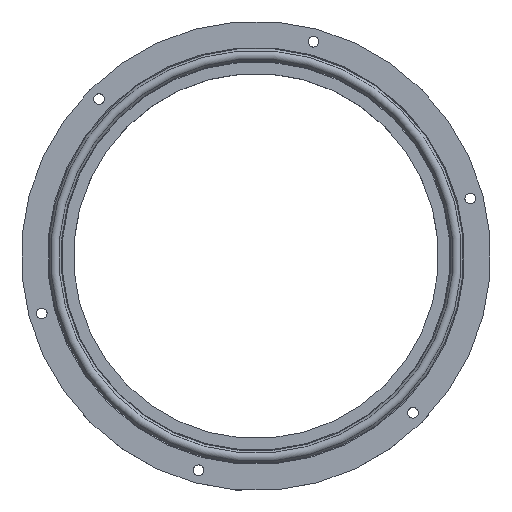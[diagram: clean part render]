
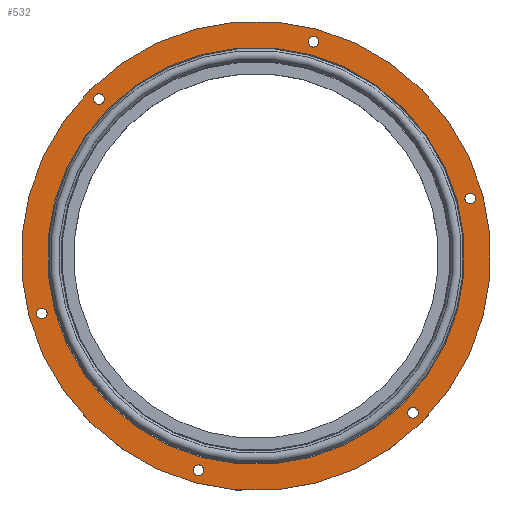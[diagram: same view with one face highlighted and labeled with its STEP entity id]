
A CAD part, top view. The second image highlights one B-rep face of the part: STEP entity #532.
In plain terms, the highlighted planar face has unit normal (0, 0, 1).
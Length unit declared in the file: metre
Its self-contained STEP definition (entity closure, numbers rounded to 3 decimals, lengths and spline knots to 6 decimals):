
#87=ORIENTED_EDGE('',*,*,#179,.T.);
#88=ORIENTED_EDGE('',*,*,#180,.F.);
#89=ORIENTED_EDGE('',*,*,#181,.F.);
#90=ORIENTED_EDGE('',*,*,#182,.F.);
#91=ORIENTED_EDGE('',*,*,#183,.F.);
#92=ORIENTED_EDGE('',*,*,#184,.F.);
#93=ORIENTED_EDGE('',*,*,#185,.F.);
#94=ORIENTED_EDGE('',*,*,#178,.F.);
#178=EDGE_CURVE('',#229,#229,#280,.T.);
#179=EDGE_CURVE('',#230,#230,#281,.F.);
#180=EDGE_CURVE('',#231,#231,#282,.T.);
#181=EDGE_CURVE('',#232,#232,#283,.T.);
#182=EDGE_CURVE('',#233,#233,#284,.T.);
#183=EDGE_CURVE('',#234,#234,#285,.T.);
#184=EDGE_CURVE('',#235,#235,#286,.T.);
#185=EDGE_CURVE('',#236,#236,#287,.T.);
#229=VERTEX_POINT('',#944);
#230=VERTEX_POINT('',#947);
#231=VERTEX_POINT('',#949);
#232=VERTEX_POINT('',#951);
#233=VERTEX_POINT('',#953);
#234=VERTEX_POINT('',#955);
#235=VERTEX_POINT('',#957);
#236=VERTEX_POINT('',#959);
#280=CIRCLE('',#621,0.05715);
#281=CIRCLE('',#623,0.050759);
#282=CIRCLE('',#624,0.0013);
#283=CIRCLE('',#625,0.0013);
#284=CIRCLE('',#626,0.0013);
#285=CIRCLE('',#627,0.0013);
#286=CIRCLE('',#628,0.0013);
#287=CIRCLE('',#629,0.0013);
#342=EDGE_LOOP('',(#87));
#343=EDGE_LOOP('',(#88));
#344=EDGE_LOOP('',(#89));
#345=EDGE_LOOP('',(#90));
#346=EDGE_LOOP('',(#91));
#347=EDGE_LOOP('',(#92));
#348=EDGE_LOOP('',(#93));
#349=EDGE_LOOP('',(#94));
#444=FACE_BOUND('',#342,.T.);
#445=FACE_BOUND('',#343,.T.);
#446=FACE_BOUND('',#344,.T.);
#447=FACE_BOUND('',#345,.T.);
#448=FACE_BOUND('',#346,.T.);
#449=FACE_BOUND('',#347,.T.);
#450=FACE_BOUND('',#348,.T.);
#451=FACE_BOUND('',#349,.T.);
#510=PLANE('',#622);
#532=ADVANCED_FACE('',(#444,#445,#446,#447,#448,#449,#450,#451),#510,.T.);
#621=AXIS2_PLACEMENT_3D('',#943,#766,#767);
#622=AXIS2_PLACEMENT_3D('',#945,#768,#769);
#623=AXIS2_PLACEMENT_3D('',#946,#770,#771);
#624=AXIS2_PLACEMENT_3D('',#948,#772,#773);
#625=AXIS2_PLACEMENT_3D('',#950,#774,#775);
#626=AXIS2_PLACEMENT_3D('',#952,#776,#777);
#627=AXIS2_PLACEMENT_3D('',#954,#778,#779);
#628=AXIS2_PLACEMENT_3D('',#956,#780,#781);
#629=AXIS2_PLACEMENT_3D('',#958,#782,#783);
#766=DIRECTION('',(0.,0.,-1.));
#767=DIRECTION('',(-0.707,0.707,0.));
#768=DIRECTION('',(0.,0.,1.));
#769=DIRECTION('',(0.707,-0.707,0.));
#770=DIRECTION('',(0.,0.,1.));
#771=DIRECTION('',(0.707,-0.707,0.));
#772=DIRECTION('',(0.,0.,1.));
#773=DIRECTION('',(0.707,0.707,0.));
#774=DIRECTION('',(0.,0.,1.));
#775=DIRECTION('',(0.707,0.707,0.));
#776=DIRECTION('',(0.,0.,1.));
#777=DIRECTION('',(0.707,0.707,0.));
#778=DIRECTION('',(0.,0.,1.));
#779=DIRECTION('',(0.707,0.707,0.));
#780=DIRECTION('',(0.,0.,1.));
#781=DIRECTION('',(0.707,0.707,0.));
#782=DIRECTION('',(0.,0.,1.));
#783=DIRECTION('',(0.707,0.707,0.));
#943=CARTESIAN_POINT('',(0.,0.,0.027));
#944=CARTESIAN_POINT('',(-0.040411,0.040411,0.027));
#945=CARTESIAN_POINT('',(-0.040411,0.040411,0.027));
#946=CARTESIAN_POINT('',(0.,0.,0.027));
#947=CARTESIAN_POINT('',(0.035892,-0.035892,0.027));
#948=CARTESIAN_POINT('',(-0.052136,-0.01397,0.027));
#949=CARTESIAN_POINT('',(-0.051217,-0.013051,0.027));
#950=CARTESIAN_POINT('',(-0.01397,-0.052136,0.027));
#951=CARTESIAN_POINT('',(-0.013051,-0.051217,0.027));
#952=CARTESIAN_POINT('',(0.038166,-0.038166,0.027));
#953=CARTESIAN_POINT('',(0.039085,-0.037247,0.027));
#954=CARTESIAN_POINT('',(0.052136,0.01397,0.027));
#955=CARTESIAN_POINT('',(0.053055,0.014889,0.027));
#956=CARTESIAN_POINT('',(0.01397,0.052136,0.027));
#957=CARTESIAN_POINT('',(0.014889,0.053055,0.027));
#958=CARTESIAN_POINT('',(-0.038166,0.038166,0.027));
#959=CARTESIAN_POINT('',(-0.037247,0.039085,0.027));
